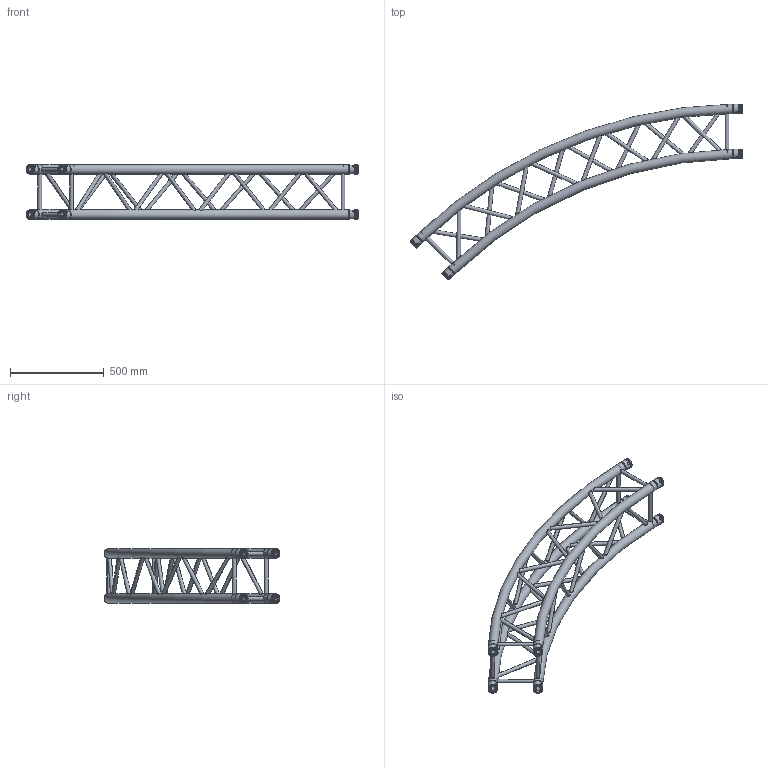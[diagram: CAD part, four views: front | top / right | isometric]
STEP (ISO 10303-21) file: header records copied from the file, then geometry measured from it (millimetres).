
FILE_DESCRIPTION(/* description */ (''),/* implementation_level */ '2;1');
FILE_NAME(/* name */ 'SQ-C5-45-Arc.stp',/* time_stamp */ '2021-03-20T22:25:21-07:00',/* author */ ('TheDanny'),/* organization */ (''),/* preprocessor_version */ 'ST-DEVELOPER v18.1',/* originating_system */ 'Autodesk Inventor 2021',/* authorisation */ '');
FILE_SCHEMA (('AUTOMOTIVE_DESIGN { 1 0 10303 214 3 1 1 }'));
Length unit declared in the file: inch
Products named in the file (53): SQ-C5-45-Arc; SQ-C5-45-Arc1; SQ-C5-45-Arc2; SQ-C5-45-Arc3; SQ-C5-45-Arc4; SQ-C5-45-Arc5; SQ-C5-45-Arc6; SQ-C5-45-Arc7; SQ-C5-45-Arc8; SQ-C5-45-Arc9; SQ-C5-45-Arc10; SQ-C5-45-Arc11; SQ-C5-45-Arc12; SQ-C5-45-Arc13; SQ-C5-45-Arc14; SQ-C5-45-Arc15; SQ-C5-45-Arc16; SQ-C5-45-Arc17; SQ-C5-45-Arc18; SQ-C5-45-Arc19; SQ-C5-45-Arc20; SQ-C5-45-Arc21; SQ-C5-45-Arc22; SQ-C5-45-Arc23; SQ-C5-45-Arc24; SQ-C5-45-Arc25; SQ-C5-45-Arc26; SQ-C5-45-Arc27; SQ-C5-45-Arc28; SQ-C5-45-Arc29; SQ-C5-45-Arc30; SQ-C5-45-Arc31; SQ-C5-45-Arc32; SQ-C5-45-Arc33; SQ-C5-45-Arc34; SQ-C5-45-Arc35; SQ-C5-45-Arc36; SQ-C5-45-Arc37; SQ-C5-45-Arc38; SQ-C5-45-Arc39 ...
Assembly tree (52 placements, depth 2):
  SQ-C5-45-Arc
    SQ-C5-45-Arc1
    SQ-C5-45-Arc2
    SQ-C5-45-Arc3
    SQ-C5-45-Arc4
    SQ-C5-45-Arc5
    SQ-C5-45-Arc6
    SQ-C5-45-Arc7
    SQ-C5-45-Arc8
    SQ-C5-45-Arc9
    SQ-C5-45-Arc10
    SQ-C5-45-Arc11
    SQ-C5-45-Arc12
    SQ-C5-45-Arc13
    SQ-C5-45-Arc14
    SQ-C5-45-Arc15
    SQ-C5-45-Arc16
    SQ-C5-45-Arc17
    SQ-C5-45-Arc18
    SQ-C5-45-Arc19
    SQ-C5-45-Arc20
    SQ-C5-45-Arc21
    SQ-C5-45-Arc22
    SQ-C5-45-Arc23
    SQ-C5-45-Arc24
    SQ-C5-45-Arc25
    SQ-C5-45-Arc26
    SQ-C5-45-Arc27
    SQ-C5-45-Arc28
    SQ-C5-45-Arc29
    SQ-C5-45-Arc30
    SQ-C5-45-Arc31
    SQ-C5-45-Arc32
    SQ-C5-45-Arc33
    SQ-C5-45-Arc34
    SQ-C5-45-Arc35
    SQ-C5-45-Arc36
    SQ-C5-45-Arc37
    SQ-C5-45-Arc38
    SQ-C5-45-Arc39
    SQ-C5-45-Arc40
    SQ-C5-45-Arc41
    SQ-C5-45-Arc42
    SQ-C5-45-Arc43
    SQ-C5-45-Arc44
    SQ-C5-45-Arc45
    SQ-C5-45-Arc46
    SQ-C5-45-Arc47
    SQ-C5-45-Arc48
    SQ-C5-45-Arc49
    SQ-C5-45-Arc50
    SQ-C5-45-Arc51
    SQ-C5-45-Arc52
Bounding box: 1766.64 x 936.08 x 290 mm (x, y, z)
Volume: 3873937.8 mm3; surface area: 3385400.9 mm2
Topology: 52 solids, 52 shells, 304 faces, 904 edges, 688 vertices
Faces by surface type: torus 120, cylinder 104, cone 56, plane 24
Full cylindrical faces by diameter (mm): 16 x40, 20 x40, 30.3 x8, 45.8 x8, 50 x8
Entity records: 23923 total; most frequent: CARTESIAN_POINT 13897, ORIENTED_EDGE 1808, DIRECTION 1586, EDGE_CURVE 904, AXIS2_PLACEMENT_3D 705, VERTEX_POINT 688, B_SPLINE_CURVE_WITH_KNOTS 432, EDGE_LOOP 424
